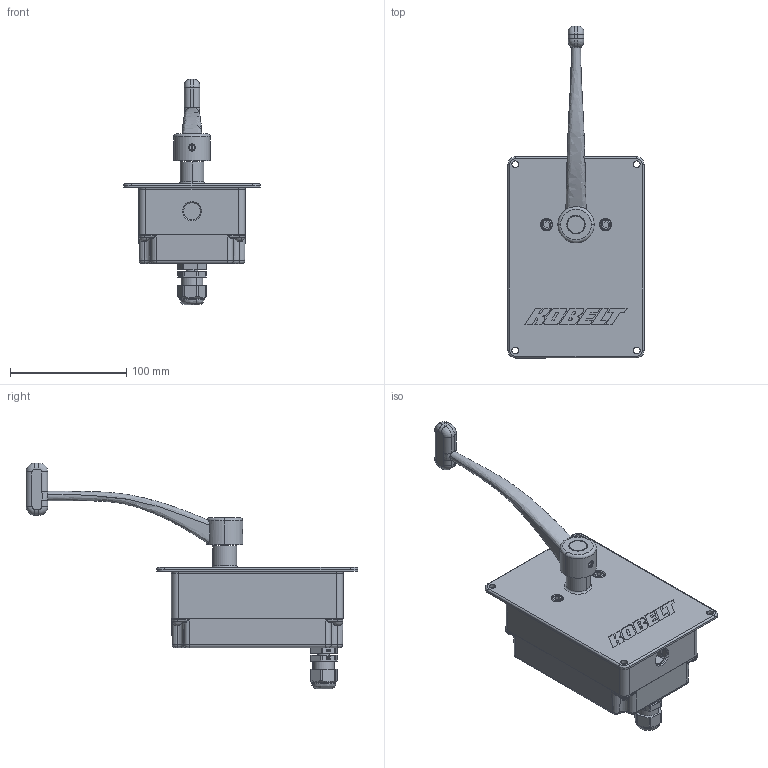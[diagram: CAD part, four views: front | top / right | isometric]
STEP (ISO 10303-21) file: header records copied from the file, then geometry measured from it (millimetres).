
FILE_DESCRIPTION (( 'STEP AP214' ), '1' );
FILE_NAME ('6506.STEP', '2021-07-02T18:08:12', ( '' ), ( '' ), 'SwSTEP 2.0', 'SolidWorks 2021', '' );
FILE_SCHEMA (( 'AUTOMOTIVE_DESIGN' ));
Length unit declared in the file: inch
Products named in the file (1): 6506
Bounding box: 117.35 x 286.03 x 194.6 mm (x, y, z)
Surface area: 118422.4 mm2 (no closed solid volume)
Topology: 0 solids, 20 shells, 448 faces, 1867 edges, 1420 vertices
Faces by surface type: plane 195, cylinder 139, cone 50, torus 40, bspline 24
Entity records: 29290 total; most frequent: CARTESIAN_POINT 8437, DIRECTION 3133, ORIENTED_EDGE 2804, EDGE_CURVE 1859, VERTEX_POINT 1420, AXIS2_PLACEMENT_3D 1114, VECTOR 905, LINE 905
